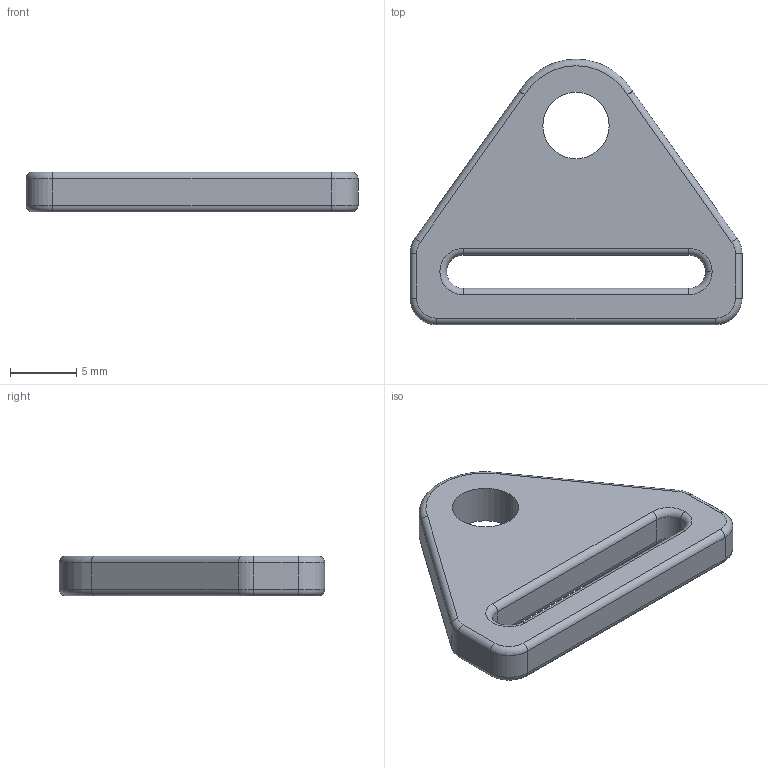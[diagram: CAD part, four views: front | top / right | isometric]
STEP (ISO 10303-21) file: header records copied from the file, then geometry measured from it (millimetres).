
FILE_DESCRIPTION (( 'STEP AP214' ), '1' );
FILE_NAME ('Head Strap Mount.STEP', '2020-04-05T12:10:20', ( '' ), ( '' ), 'SwSTEP 2.0', 'SolidWorks 2018', '' );
FILE_SCHEMA (( 'AUTOMOTIVE_DESIGN' ));
Length unit declared in the file: millimetre
Products named in the file (1): Head Strap Mount
Bounding box: 25 x 20 x 3 mm (x, y, z)
Volume: 858.1 mm3; surface area: 925 mm2
Topology: 1 solids, 1 shells, 49 faces, 111 edges, 64 vertices
Faces by surface type: cylinder 24, torus 16, plane 9
Entity records: 1421 total; most frequent: DIRECTION 269, CARTESIAN_POINT 245, ORIENTED_EDGE 222, AXIS2_PLACEMENT_3D 112, EDGE_CURVE 111, VERTEX_POINT 64, CIRCLE 62, EDGE_LOOP 53
